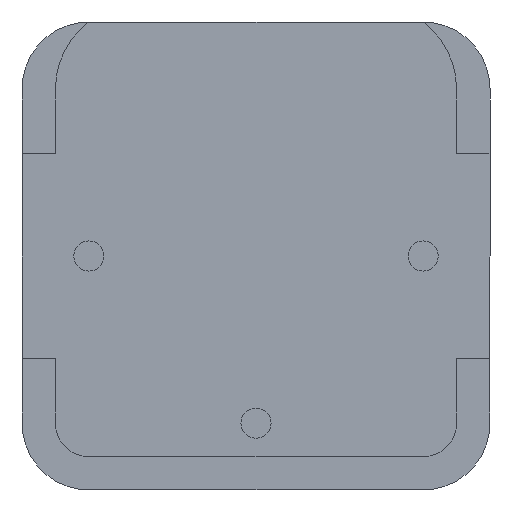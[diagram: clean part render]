
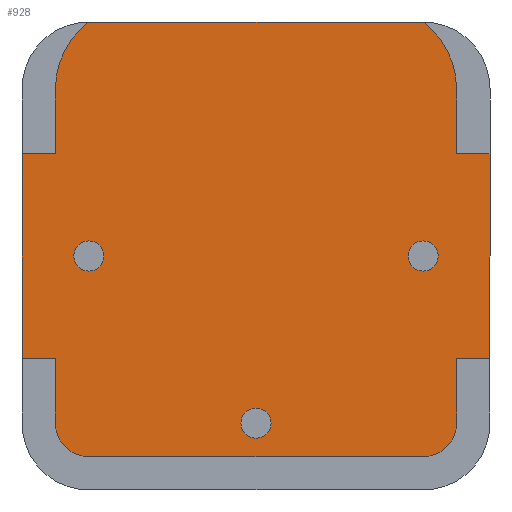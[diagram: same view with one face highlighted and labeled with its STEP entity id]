
A CAD part, front view. The second image highlights one B-rep face of the part: STEP entity #928.
In plain terms, the highlighted planar face has unit normal (0, -1, 0).
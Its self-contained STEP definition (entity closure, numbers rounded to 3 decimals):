
#12 = EDGE_CURVE ( 'NONE', #768, #713, #766, .T. ) ;
#52 = VECTOR ( 'NONE', #3099, 1000. ) ;
#66 = DIRECTION ( 'NONE',  ( 0., 1., 0. ) ) ;
#86 = VERTEX_POINT ( 'NONE', #2663 ) ;
#111 = VECTOR ( 'NONE', #549, 1000. ) ;
#164 = DIRECTION ( 'NONE',  ( 1., 0., 0. ) ) ;
#192 = DIRECTION ( 'NONE',  ( 0., 1., 0. ) ) ;
#208 = EDGE_CURVE ( 'NONE', #1808, #1489, #2789, .T. ) ;
#237 = ORIENTED_EDGE ( 'NONE', *, *, #1502, .F. ) ;
#248 = VERTEX_POINT ( 'NONE', #3424 ) ;
#281 = CARTESIAN_POINT ( 'NONE',  ( 3.5, 0.2, -1.529 ) ) ;
#283 = EDGE_CURVE ( 'NONE', #2798, #1808, #398, .T. ) ;
#299 = EDGE_CURVE ( 'NONE', #3402, #2431, #2542, .T. ) ;
#307 = VERTEX_POINT ( 'NONE', #3150 ) ;
#352 = EDGE_CURVE ( 'NONE', #248, #2675, #1301, .T. ) ;
#398 = LINE ( 'NONE', #1650, #1942 ) ;
#454 = LINE ( 'NONE', #3554, #3368 ) ;
#457 = CARTESIAN_POINT ( 'NONE',  ( -3., 0.2, 0. ) ) ;
#475 = EDGE_CURVE ( 'NONE', #1136, #1682, #1289, .T. ) ;
#492 = VECTOR ( 'NONE', #4026, 1000. ) ;
#549 = DIRECTION ( 'NONE',  ( 0., 0., 1. ) ) ;
#564 = CARTESIAN_POINT ( 'NONE',  ( 0., 0.2, 1.529 ) ) ;
#606 = EDGE_CURVE ( 'NONE', #86, #1682, #2635, .T. ) ;
#663 = FACE_OUTER_BOUND ( 'NONE', #3834, .T. ) ;
#678 = DIRECTION ( 'NONE',  ( 0., 0., 1. ) ) ;
#713 = VERTEX_POINT ( 'NONE', #2413 ) ;
#762 = AXIS2_PLACEMENT_3D ( 'NONE', #2428, #3676, #2058 ) ;
#764 = VECTOR ( 'NONE', #2194, 1000. ) ;
#766 = LINE ( 'NONE', #1377, #3568 ) ;
#768 = VERTEX_POINT ( 'NONE', #1213 ) ;
#773 = CARTESIAN_POINT ( 'NONE',  ( -3., 0.2, -2.5 ) ) ;
#795 = LINE ( 'NONE', #3329, #111 ) ;
#888 = CIRCLE ( 'NONE', #3885, 1.25 ) ;
#904 = CARTESIAN_POINT ( 'NONE',  ( -3.5, 0.2, -1.529 ) ) ;
#927 = CARTESIAN_POINT ( 'NONE',  ( 0., 0.2, -3. ) ) ;
#928 = ADVANCED_FACE ( 'NONE', ( #663 ), #1908, .F. ) ;
#984 = ORIENTED_EDGE ( 'NONE', *, *, #1582, .T. ) ;
#1005 = EDGE_CURVE ( 'NONE', #2675, #2443, #795, .T. ) ;
#1012 = DIRECTION ( 'NONE',  ( 0., 0., 1. ) ) ;
#1021 = ORIENTED_EDGE ( 'NONE', *, *, #3321, .F. ) ;
#1068 = CIRCLE ( 'NONE', #2046, 0.5 ) ;
#1136 = VERTEX_POINT ( 'NONE', #2147 ) ;
#1154 = VECTOR ( 'NONE', #3889, 1000. ) ;
#1192 = VERTEX_POINT ( 'NONE', #904 ) ;
#1199 = CARTESIAN_POINT ( 'NONE',  ( 1.75, 0.2, 2.5 ) ) ;
#1213 = CARTESIAN_POINT ( 'NONE',  ( -2.5, 0.2, 3.5 ) ) ;
#1261 = LINE ( 'NONE', #4009, #52 ) ;
#1275 = DIRECTION ( 'NONE',  ( 0., 0., -1. ) ) ;
#1289 = CIRCLE ( 'NONE', #3170, 0.5 ) ;
#1299 = DIRECTION ( 'NONE',  ( 0., 1., 0. ) ) ;
#1301 = LINE ( 'NONE', #2251, #3572 ) ;
#1307 = ORIENTED_EDGE ( 'NONE', *, *, #283, .T. ) ;
#1354 = CARTESIAN_POINT ( 'NONE',  ( 3., 0.2, -2.5 ) ) ;
#1377 = CARTESIAN_POINT ( 'NONE',  ( 0., 0.2, 3.5 ) ) ;
#1405 = CARTESIAN_POINT ( 'NONE',  ( 2.5, 0.2, -2.5 ) ) ;
#1486 = DIRECTION ( 'NONE',  ( -1., 0., 0. ) ) ;
#1489 = VERTEX_POINT ( 'NONE', #3391 ) ;
#1502 = EDGE_CURVE ( 'NONE', #713, #2443, #888, .T. ) ;
#1505 = CARTESIAN_POINT ( 'NONE',  ( 3., 0.2, 2.5 ) ) ;
#1532 = LINE ( 'NONE', #3716, #4021 ) ;
#1539 = CARTESIAN_POINT ( 'NONE',  ( -3., 0.2, 2.5 ) ) ;
#1574 = ORIENTED_EDGE ( 'NONE', *, *, #475, .F. ) ;
#1582 = EDGE_CURVE ( 'NONE', #2643, #3402, #2768, .T. ) ;
#1596 = ORIENTED_EDGE ( 'NONE', *, *, #1766, .T. ) ;
#1618 = ORIENTED_EDGE ( 'NONE', *, *, #2821, .T. ) ;
#1650 = CARTESIAN_POINT ( 'NONE',  ( -3., 0.2, 0. ) ) ;
#1666 = DIRECTION ( 'NONE',  ( -1., 0., 0. ) ) ;
#1682 = VERTEX_POINT ( 'NONE', #773 ) ;
#1719 = ORIENTED_EDGE ( 'NONE', *, *, #352, .T. ) ;
#1766 = EDGE_CURVE ( 'NONE', #1489, #1192, #1261, .T. ) ;
#1808 = VERTEX_POINT ( 'NONE', #3738 ) ;
#1844 = LINE ( 'NONE', #927, #2655 ) ;
#1908 = PLANE ( 'NONE',  #2653 ) ;
#1942 = VECTOR ( 'NONE', #1275, 1000. ) ;
#1950 = CARTESIAN_POINT ( 'NONE',  ( 0., 0.2, -1.529 ) ) ;
#1999 = VECTOR ( 'NONE', #1486, 1000. ) ;
#2006 = ORIENTED_EDGE ( 'NONE', *, *, #12, .F. ) ;
#2046 = AXIS2_PLACEMENT_3D ( 'NONE', #1405, #192, #2082 ) ;
#2058 = DIRECTION ( 'NONE',  ( 0., 0., 1. ) ) ;
#2082 = DIRECTION ( 'NONE',  ( 0., 0., 1. ) ) ;
#2147 = CARTESIAN_POINT ( 'NONE',  ( -2.5, 0.2, -3. ) ) ;
#2194 = DIRECTION ( 'NONE',  ( 1., 0., 0. ) ) ;
#2210 = ORIENTED_EDGE ( 'NONE', *, *, #1005, .T. ) ;
#2251 = CARTESIAN_POINT ( 'NONE',  ( 0., 0.2, 1.529 ) ) ;
#2254 = ORIENTED_EDGE ( 'NONE', *, *, #299, .T. ) ;
#2283 = DIRECTION ( 'NONE',  ( 0., 0., -1. ) ) ;
#2413 = CARTESIAN_POINT ( 'NONE',  ( 2.5, 0.2, 3.5 ) ) ;
#2428 = CARTESIAN_POINT ( 'NONE',  ( -1.75, 0.2, 2.5 ) ) ;
#2431 = VERTEX_POINT ( 'NONE', #281 ) ;
#2443 = VERTEX_POINT ( 'NONE', #1505 ) ;
#2462 = CIRCLE ( 'NONE', #762, 1.25 ) ;
#2484 = DIRECTION ( 'NONE',  ( 0., 1., 0. ) ) ;
#2542 = LINE ( 'NONE', #1950, #764 ) ;
#2635 = LINE ( 'NONE', #457, #1154 ) ;
#2643 = VERTEX_POINT ( 'NONE', #1354 ) ;
#2653 = AXIS2_PLACEMENT_3D ( 'NONE', #2843, #1299, #678 ) ;
#2655 = VECTOR ( 'NONE', #3064, 1000. ) ;
#2663 = CARTESIAN_POINT ( 'NONE',  ( -3., 0.2, -1.529 ) ) ;
#2670 = EDGE_CURVE ( 'NONE', #248, #2431, #454, .T. ) ;
#2675 = VERTEX_POINT ( 'NONE', #3846 ) ;
#2677 = ORIENTED_EDGE ( 'NONE', *, *, #606, .T. ) ;
#2768 = LINE ( 'NONE', #3030, #492 ) ;
#2789 = LINE ( 'NONE', #564, #1999 ) ;
#2798 = VERTEX_POINT ( 'NONE', #1539 ) ;
#2812 = ORIENTED_EDGE ( 'NONE', *, *, #2670, .F. ) ;
#2821 = EDGE_CURVE ( 'NONE', #1136, #307, #1844, .T. ) ;
#2843 = CARTESIAN_POINT ( 'NONE',  ( 0., 0.2, 0. ) ) ;
#2859 = CARTESIAN_POINT ( 'NONE',  ( 3., 0.2, -1.529 ) ) ;
#2955 = ORIENTED_EDGE ( 'NONE', *, *, #208, .T. ) ;
#3030 = CARTESIAN_POINT ( 'NONE',  ( 3., 0.2, 0. ) ) ;
#3064 = DIRECTION ( 'NONE',  ( 1., 0., 0. ) ) ;
#3099 = DIRECTION ( 'NONE',  ( 0., 0., -1. ) ) ;
#3150 = CARTESIAN_POINT ( 'NONE',  ( 2.5, 0.2, -3. ) ) ;
#3170 = AXIS2_PLACEMENT_3D ( 'NONE', #3807, #66, #1012 ) ;
#3287 = ORIENTED_EDGE ( 'NONE', *, *, #3754, .T. ) ;
#3321 = EDGE_CURVE ( 'NONE', #2798, #768, #2462, .T. ) ;
#3329 = CARTESIAN_POINT ( 'NONE',  ( 3., 0.2, 0. ) ) ;
#3368 = VECTOR ( 'NONE', #2283, 1000. ) ;
#3391 = CARTESIAN_POINT ( 'NONE',  ( -3.5, 0.2, 1.529 ) ) ;
#3402 = VERTEX_POINT ( 'NONE', #2859 ) ;
#3424 = CARTESIAN_POINT ( 'NONE',  ( 3.5, 0.2, 1.529 ) ) ;
#3554 = CARTESIAN_POINT ( 'NONE',  ( 3.5, 0.2, 0. ) ) ;
#3568 = VECTOR ( 'NONE', #3955, 1000. ) ;
#3572 = VECTOR ( 'NONE', #1666, 1000. ) ;
#3676 = DIRECTION ( 'NONE',  ( 0., 1., 0. ) ) ;
#3716 = CARTESIAN_POINT ( 'NONE',  ( 0., 0.2, -1.529 ) ) ;
#3738 = CARTESIAN_POINT ( 'NONE',  ( -3., 0.2, 1.529 ) ) ;
#3754 = EDGE_CURVE ( 'NONE', #1192, #86, #1532, .T. ) ;
#3807 = CARTESIAN_POINT ( 'NONE',  ( -2.5, 0.2, -2.5 ) ) ;
#3834 = EDGE_LOOP ( 'NONE', ( #984, #2254, #2812, #1719, #2210, #237, #2006, #1021, #1307, #2955, #1596, #3287, #2677, #1574, #1618, #3844 ) ) ;
#3844 = ORIENTED_EDGE ( 'NONE', *, *, #3974, .F. ) ;
#3846 = CARTESIAN_POINT ( 'NONE',  ( 3., 0.2, 1.529 ) ) ;
#3885 = AXIS2_PLACEMENT_3D ( 'NONE', #1199, #2484, #4005 ) ;
#3889 = DIRECTION ( 'NONE',  ( 0., 0., -1. ) ) ;
#3955 = DIRECTION ( 'NONE',  ( 1., 0., 0. ) ) ;
#3974 = EDGE_CURVE ( 'NONE', #2643, #307, #1068, .T. ) ;
#4005 = DIRECTION ( 'NONE',  ( 0., 0., 1. ) ) ;
#4009 = CARTESIAN_POINT ( 'NONE',  ( -3.5, 0.2, 0. ) ) ;
#4021 = VECTOR ( 'NONE', #164, 1000. ) ;
#4026 = DIRECTION ( 'NONE',  ( 0., 0., 1. ) ) ;
